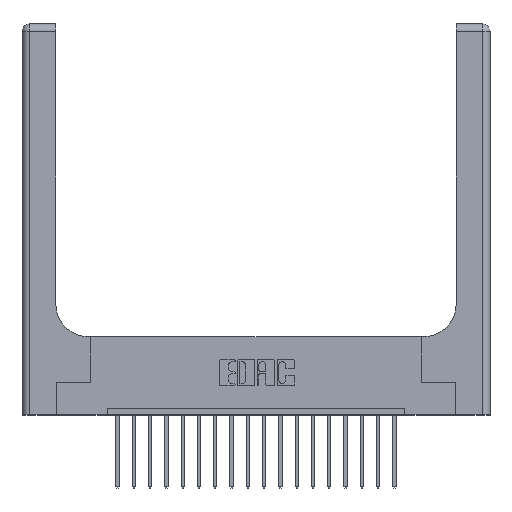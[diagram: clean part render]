
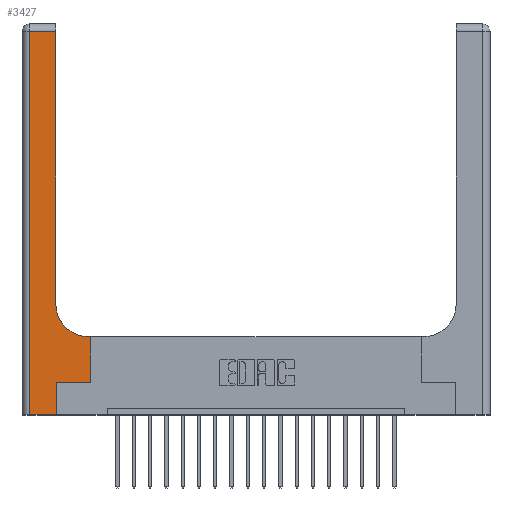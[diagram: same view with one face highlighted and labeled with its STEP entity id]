
A CAD part, top view. The second image highlights one B-rep face of the part: STEP entity #3427.
In plain terms, the highlighted planar face has unit normal (0, 0, 1).
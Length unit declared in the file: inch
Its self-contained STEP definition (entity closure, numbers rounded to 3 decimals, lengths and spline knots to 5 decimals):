
#79 = CARTESIAN_POINT ( 'NONE',  ( 0.06, 0., 0.37 ) ) ;
#460 = DIRECTION ( 'NONE',  ( -1., 0., 0. ) ) ;
#531 = EDGE_LOOP ( 'NONE', ( #17869, #8591, #16962, #17074, #14899, #10326, #9478, #3438, #16613 ) ) ;
#789 = EDGE_CURVE ( 'NONE', #11809, #8873, #12217, .T. ) ;
#901 = DIRECTION ( 'NONE',  ( 1., 0., 0. ) ) ;
#1095 = DIRECTION ( 'NONE',  ( 0., 0., -1. ) ) ;
#1272 = CARTESIAN_POINT ( 'NONE',  ( 0.51, 0.6, 0.37 ) ) ;
#1412 = AXIS2_PLACEMENT_3D ( 'NONE', #18630, #9662, #11264 ) ;
#1439 = LINE ( 'NONE', #14291, #13278 ) ;
#2105 = VECTOR ( 'NONE', #19155, 39.37008 ) ;
#2616 = DIRECTION ( 'NONE',  ( -1., 0., 0. ) ) ;
#3063 = EDGE_CURVE ( 'NONE', #10950, #9777, #13621, .T. ) ;
#3209 = CARTESIAN_POINT ( 'NONE',  ( 0.26, 0.6, 0.37 ) ) ;
#3368 = VERTEX_POINT ( 'NONE', #7272 ) ;
#3427 = ADVANCED_FACE ( 'NONE', ( #15255 ), #10164, .F. ) ;
#3438 = ORIENTED_EDGE ( 'NONE', *, *, #6360, .T. ) ;
#3473 = VECTOR ( 'NONE', #18583, 39.37008 ) ;
#3648 = CARTESIAN_POINT ( 'NONE',  ( 0.528, 0.25, 0.37 ) ) ;
#3901 = CARTESIAN_POINT ( 'NONE',  ( 0.26, 0.85, 0.37 ) ) ;
#4829 = VECTOR ( 'NONE', #10505, 39.37008 ) ;
#5312 = CARTESIAN_POINT ( 'NONE',  ( 0., 2.94, 0.37 ) ) ;
#5885 = VECTOR ( 'NONE', #9911, 39.37008 ) ;
#6036 = LINE ( 'NONE', #6132, #3473 ) ;
#6132 = CARTESIAN_POINT ( 'NONE',  ( 0.06, 3., 0.37 ) ) ;
#6360 = EDGE_CURVE ( 'NONE', #9777, #8326, #9694, .T. ) ;
#6939 = EDGE_CURVE ( 'NONE', #8612, #10950, #17742, .T. ) ;
#6983 = LINE ( 'NONE', #16968, #18423 ) ;
#7091 = LINE ( 'NONE', #5312, #5885 ) ;
#7272 = CARTESIAN_POINT ( 'NONE',  ( 0.265, 0., 0.37 ) ) ;
#7423 = CARTESIAN_POINT ( 'NONE',  ( 0.528, 0.25, 0.37 ) ) ;
#7594 = EDGE_CURVE ( 'NONE', #11769, #10128, #6036, .T. ) ;
#8326 = VERTEX_POINT ( 'NONE', #1272 ) ;
#8533 = EDGE_CURVE ( 'NONE', #8326, #11809, #13164, .T. ) ;
#8591 = ORIENTED_EDGE ( 'NONE', *, *, #11805, .T. ) ;
#8612 = VERTEX_POINT ( 'NONE', #15816 ) ;
#8873 = VERTEX_POINT ( 'NONE', #16901 ) ;
#9079 = CARTESIAN_POINT ( 'NONE',  ( 0.528, 0.6, 0.37 ) ) ;
#9133 = VECTOR ( 'NONE', #13334, 39.37008 ) ;
#9478 = ORIENTED_EDGE ( 'NONE', *, *, #3063, .T. ) ;
#9662 = DIRECTION ( 'NONE',  ( 0., 0., -1. ) ) ;
#9694 = LINE ( 'NONE', #3209, #17532 ) ;
#9777 = VERTEX_POINT ( 'NONE', #9079 ) ;
#9911 = DIRECTION ( 'NONE',  ( -1., 0., 0. ) ) ;
#10128 = VERTEX_POINT ( 'NONE', #79 ) ;
#10164 = PLANE ( 'NONE',  #12270 ) ;
#10326 = ORIENTED_EDGE ( 'NONE', *, *, #6939, .T. ) ;
#10505 = DIRECTION ( 'NONE',  ( 0., 1., 0. ) ) ;
#10950 = VERTEX_POINT ( 'NONE', #3648 ) ;
#11264 = DIRECTION ( 'NONE',  ( 1., 0., 0. ) ) ;
#11321 = CARTESIAN_POINT ( 'NONE',  ( 0.06, 2.94, 0.37 ) ) ;
#11769 = VERTEX_POINT ( 'NONE', #11321 ) ;
#11805 = EDGE_CURVE ( 'NONE', #8873, #11769, #7091, .T. ) ;
#11809 = VERTEX_POINT ( 'NONE', #3901 ) ;
#11816 = CARTESIAN_POINT ( 'NONE',  ( 0.26, 3., 0.37 ) ) ;
#11990 = EDGE_CURVE ( 'NONE', #10128, #3368, #1439, .T. ) ;
#12217 = LINE ( 'NONE', #11816, #9133 ) ;
#12270 = AXIS2_PLACEMENT_3D ( 'NONE', #19249, #1095, #2616 ) ;
#13164 = CIRCLE ( 'NONE', #1412, 0.25 ) ;
#13278 = VECTOR ( 'NONE', #901, 39.37008 ) ;
#13334 = DIRECTION ( 'NONE',  ( 0., 1., 0. ) ) ;
#13621 = LINE ( 'NONE', #7423, #4829 ) ;
#14291 = CARTESIAN_POINT ( 'NONE',  ( 0., 0., 0.37 ) ) ;
#14564 = EDGE_CURVE ( 'NONE', #3368, #8612, #6983, .T. ) ;
#14899 = ORIENTED_EDGE ( 'NONE', *, *, #14564, .T. ) ;
#15255 = FACE_OUTER_BOUND ( 'NONE', #531, .T. ) ;
#15816 = CARTESIAN_POINT ( 'NONE',  ( 0.265, 0.25, 0.37 ) ) ;
#16413 = DIRECTION ( 'NONE',  ( 0., 1., 0. ) ) ;
#16613 = ORIENTED_EDGE ( 'NONE', *, *, #8533, .T. ) ;
#16901 = CARTESIAN_POINT ( 'NONE',  ( 0.26, 2.94, 0.37 ) ) ;
#16962 = ORIENTED_EDGE ( 'NONE', *, *, #7594, .T. ) ;
#16968 = CARTESIAN_POINT ( 'NONE',  ( 0.265, 0., 0.37 ) ) ;
#17074 = ORIENTED_EDGE ( 'NONE', *, *, #11990, .T. ) ;
#17532 = VECTOR ( 'NONE', #460, 39.37008 ) ;
#17742 = LINE ( 'NONE', #19091, #2105 ) ;
#17869 = ORIENTED_EDGE ( 'NONE', *, *, #789, .T. ) ;
#18423 = VECTOR ( 'NONE', #16413, 39.37008 ) ;
#18583 = DIRECTION ( 'NONE',  ( 0., -1., 0. ) ) ;
#18630 = CARTESIAN_POINT ( 'NONE',  ( 0.51, 0.85, 0.37 ) ) ;
#19091 = CARTESIAN_POINT ( 'NONE',  ( 0.265, 0.25, 0.37 ) ) ;
#19155 = DIRECTION ( 'NONE',  ( 1., 0., 0. ) ) ;
#19249 = CARTESIAN_POINT ( 'NONE',  ( 0., 3., 0.37 ) ) ;
